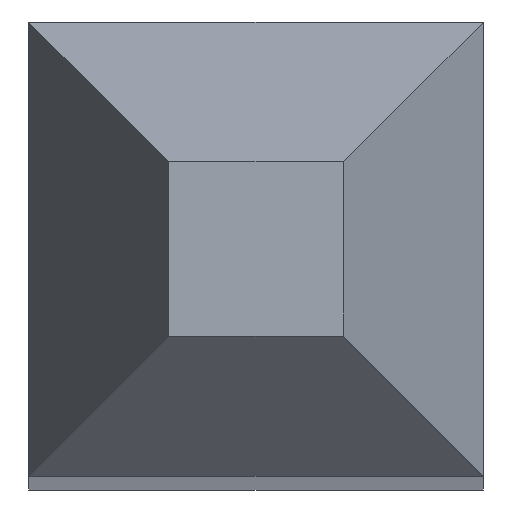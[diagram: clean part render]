
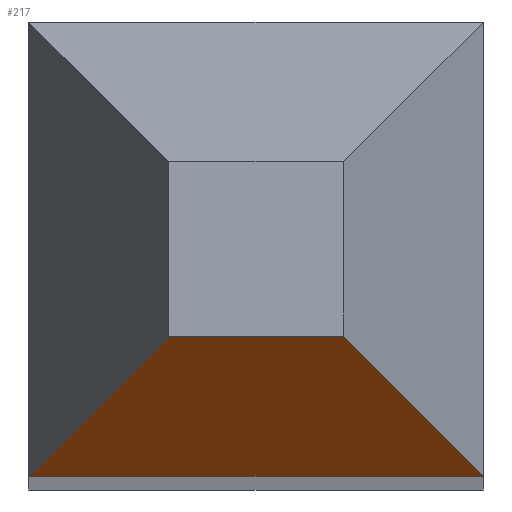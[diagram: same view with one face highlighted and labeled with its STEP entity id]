
A CAD part, top view. The second image highlights one B-rep face of the part: STEP entity #217.
In plain terms, the highlighted planar face has unit normal (0, -0.894, 0.447).
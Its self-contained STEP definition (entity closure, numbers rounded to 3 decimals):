
#40=ORIENTED_EDGE('',*,*,#84,.F.);
#41=ORIENTED_EDGE('',*,*,#90,.F.);
#42=ORIENTED_EDGE('',*,*,#87,.F.);
#43=ORIENTED_EDGE('',*,*,#91,.F.);
#84=EDGE_CURVE('',#108,#109,#128,.T.);
#87=EDGE_CURVE('',#110,#111,#131,.T.);
#90=EDGE_CURVE('',#111,#108,#134,.T.);
#91=EDGE_CURVE('',#109,#110,#135,.T.);
#108=VERTEX_POINT('',#345);
#109=VERTEX_POINT('',#346);
#110=VERTEX_POINT('',#351);
#111=VERTEX_POINT('',#352);
#128=LINE('',#344,#156);
#131=LINE('',#350,#159);
#134=LINE('',#356,#162);
#135=LINE('',#357,#163);
#156=VECTOR('',#281,1000.);
#159=VECTOR('',#286,1000.);
#162=VECTOR('',#291,1000.);
#163=VECTOR('',#292,1000.);
#175=EDGE_LOOP('',(#40,#41,#42,#43));
#189=FACE_BOUND('',#175,.T.);
#203=PLANE('',#244);
#217=ADVANCED_FACE('',(#189),#203,.F.);
#244=AXIS2_PLACEMENT_3D('',#355,#289,#290);
#281=DIRECTION('',(0.408,0.408,0.816));
#286=DIRECTION('',(0.408,-0.408,-0.816));
#289=DIRECTION('',(0.,0.894,-0.447));
#290=DIRECTION('',(1.,0.,0.));
#291=DIRECTION('',(-1.,0.,0.));
#292=DIRECTION('',(1.,0.,0.));
#344=CARTESIAN_POINT('',(-25.504,-0.104,8.682));
#345=CARTESIAN_POINT('',(-25.725,-0.325,8.24));
#346=CARTESIAN_POINT('',(-25.525,-0.125,8.64));
#350=CARTESIAN_POINT('',(-25.296,-0.104,8.682));
#351=CARTESIAN_POINT('',(-25.275,-0.125,8.64));
#352=CARTESIAN_POINT('',(-25.075,-0.325,8.24));
#355=CARTESIAN_POINT('',(-25.4,-0.125,8.64));
#356=CARTESIAN_POINT('',(-25.4,-0.325,8.24));
#357=CARTESIAN_POINT('',(-25.4,-0.125,8.64));
